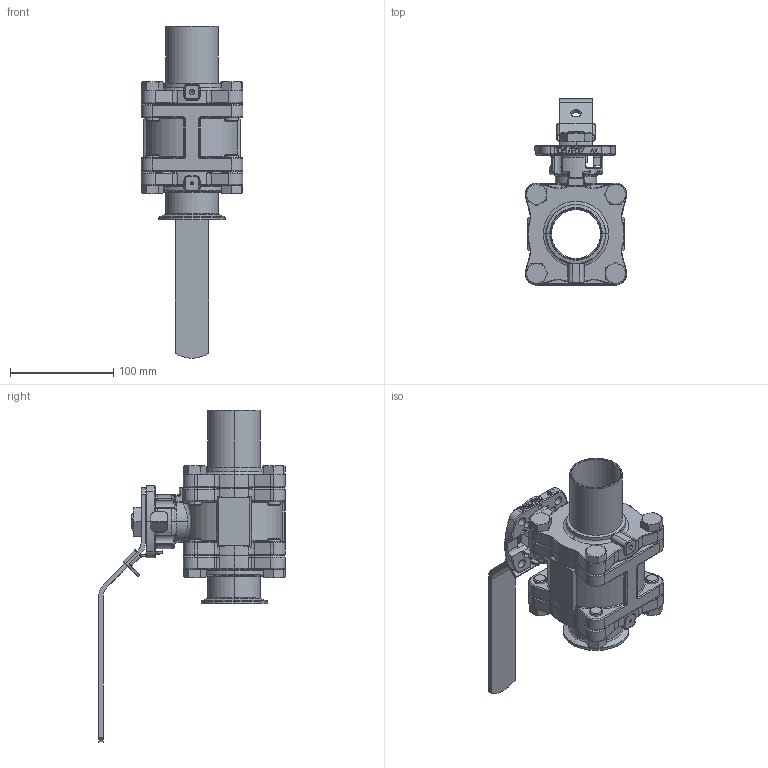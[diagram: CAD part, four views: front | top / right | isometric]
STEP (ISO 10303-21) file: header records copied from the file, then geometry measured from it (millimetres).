
FILE_DESCRIPTION (( 'STEP AP214' ), '1' );
FILE_NAME ('H78-DS-0200.STEP', '2018-12-07T16:21:53', ( '' ), ( '' ), 'SwSTEP 2.0', 'SolidWorks 2018', '' );
FILE_SCHEMA (( 'AUTOMOTIVE_DESIGN' ));
Length unit declared in the file: inch
Products named in the file (1): H78-DS-0200
Bounding box: 98.37 x 179.9 x 320.9 mm (x, y, z)
Surface area: 151238.8 mm2 (no closed solid volume)
Topology: 0 solids, 20 shells, 1166 faces, 3241 edges, 1998 vertices
Faces by surface type: cylinder 325, plane 322, torus 241, bspline 140, cone 112, sphere 26
Entity records: 64759 total; most frequent: CARTESIAN_POINT 20885, DIRECTION 6076, ORIENTED_EDGE 5812, EDGE_CURVE 3198, AXIS2_PLACEMENT_3D 2408, VERTEX_POINT 1995, CIRCLE 1381, LINE 1260
